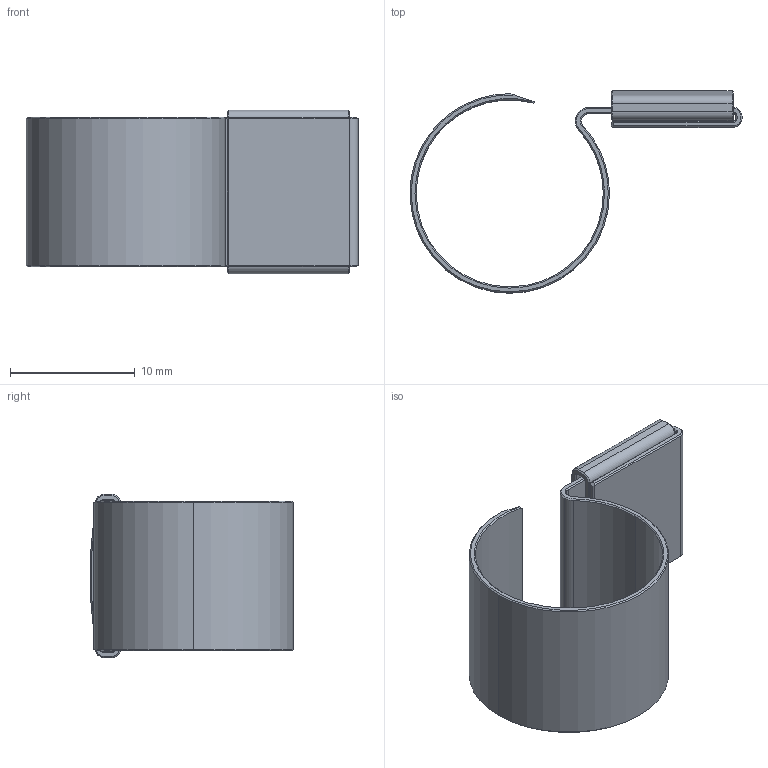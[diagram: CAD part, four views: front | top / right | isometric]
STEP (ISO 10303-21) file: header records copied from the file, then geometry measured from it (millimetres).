
FILE_DESCRIPTION (( 'STEP AP214' ), '1' );
FILE_NAME ('Aluminum Sheet Whistle.STEP', '2019-04-13T07:00:57', ( 'M.B.I.' ), ( '' ), 'SwSTEP 2.0', '', '' );
FILE_SCHEMA (( 'AUTOMOTIVE_DESIGN' ));
Length unit declared in the file: millimetre
Products named in the file (1): Aluminum Sheet Whistle
Bounding box: 26.63 x 16.24 x 13.1 mm (x, y, z)
Volume: 532.5 mm3; surface area: 2246.5 mm2
Topology: 2 solids, 2 shells, 135 faces, 315 edges, 184 vertices
Faces by surface type: plane 65, cone 46, cylinder 24
Entity records: 3806 total; most frequent: DIRECTION 675, CARTESIAN_POINT 653, ORIENTED_EDGE 630, EDGE_CURVE 315, AXIS2_PLACEMENT_3D 230, VECTOR 215, LINE 215, VERTEX_POINT 184
